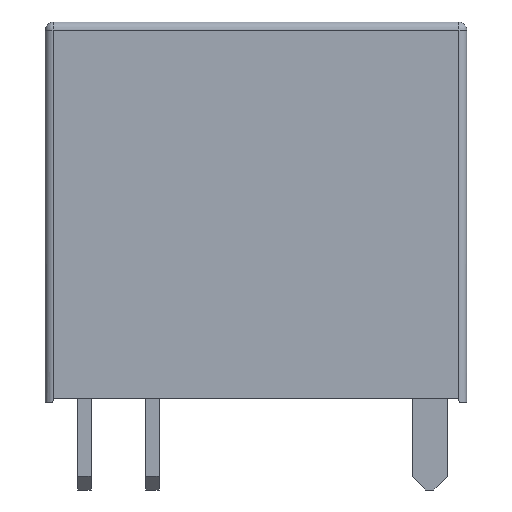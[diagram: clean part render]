
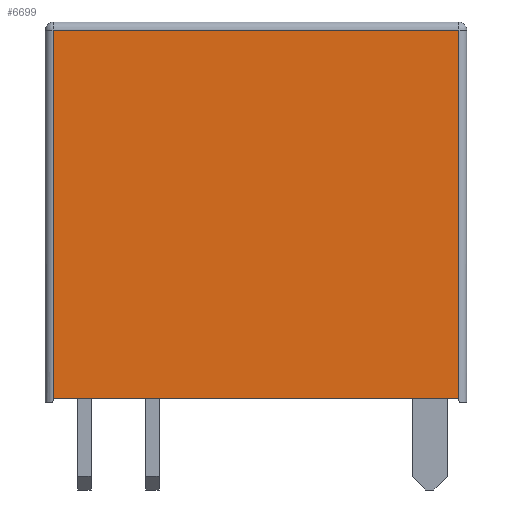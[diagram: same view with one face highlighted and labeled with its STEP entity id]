
A CAD part, front view. The second image highlights one B-rep face of the part: STEP entity #6699.
In plain terms, the highlighted planar face has unit normal (0, -1, 0).
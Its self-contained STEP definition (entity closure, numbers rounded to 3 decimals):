
#2076 = EDGE_CURVE('',#2077,#2079,#2081,.T.);
#2077 = VERTEX_POINT('',#2078);
#2078 = CARTESIAN_POINT('',(-7.4,-6.15,0.173));
#2079 = VERTEX_POINT('',#2080);
#2080 = CARTESIAN_POINT('',(7.4,-6.15,0.173));
#2081 = LINE('',#2082,#2083);
#2082 = CARTESIAN_POINT('',(-7.4,-6.15,0.173));
#2083 = VECTOR('',#2084,1.);
#2084 = DIRECTION('',(1.,0.,0.));
#2696 = VERTEX_POINT('',#2697);
#2697 = CARTESIAN_POINT('',(7.45,-6.15,0.087));
#2704 = EDGE_CURVE('',#2696,#2705,#2707,.T.);
#2705 = VERTEX_POINT('',#2706);
#2706 = CARTESIAN_POINT('',(7.45,-6.15,13.7));
#2707 = LINE('',#2708,#2709);
#2708 = CARTESIAN_POINT('',(7.45,-6.15,0.));
#2709 = VECTOR('',#2710,1.);
#2710 = DIRECTION('',(0.,0.,1.));
#2754 = VERTEX_POINT('',#2755);
#2755 = CARTESIAN_POINT('',(-7.45,-6.15,13.7));
#2762 = EDGE_CURVE('',#2705,#2754,#2763,.T.);
#2763 = LINE('',#2764,#2765);
#2764 = CARTESIAN_POINT('',(7.75,-6.15,13.7));
#2765 = VECTOR('',#2766,1.);
#2766 = DIRECTION('',(-1.,0.,0.));
#6643 = VERTEX_POINT('',#6644);
#6644 = CARTESIAN_POINT('',(-7.45,-6.15,0.087));
#6660 = EDGE_CURVE('',#6643,#2754,#6661,.T.);
#6661 = LINE('',#6662,#6663);
#6662 = CARTESIAN_POINT('',(-7.45,-6.15,0.));
#6663 = VECTOR('',#6664,1.);
#6664 = DIRECTION('',(0.,0.,1.));
#6699 = ADVANCED_FACE('',(#6700),#6718,.T.);
#6700 = FACE_BOUND('',#6701,.T.);
#6701 = EDGE_LOOP('',(#6702,#6708,#6709,#6710,#6711,#6717));
#6702 = ORIENTED_EDGE('',*,*,#6703,.T.);
#6703 = EDGE_CURVE('',#2079,#2696,#6704,.T.);
#6704 = LINE('',#6705,#6706);
#6705 = CARTESIAN_POINT('',(7.4,-6.15,0.173));
#6706 = VECTOR('',#6707,1.);
#6707 = DIRECTION('',(0.5,0.,-0.866));
#6708 = ORIENTED_EDGE('',*,*,#2704,.T.);
#6709 = ORIENTED_EDGE('',*,*,#2762,.T.);
#6710 = ORIENTED_EDGE('',*,*,#6660,.F.);
#6711 = ORIENTED_EDGE('',*,*,#6712,.T.);
#6712 = EDGE_CURVE('',#6643,#2077,#6713,.T.);
#6713 = LINE('',#6714,#6715);
#6714 = CARTESIAN_POINT('',(-7.5,-6.15,0.));
#6715 = VECTOR('',#6716,1.);
#6716 = DIRECTION('',(0.5,0.,0.866));
#6717 = ORIENTED_EDGE('',*,*,#2076,.T.);
#6718 = PLANE('',#6719);
#6719 = AXIS2_PLACEMENT_3D('',#6720,#6721,#6722);
#6720 = CARTESIAN_POINT('',(7.75,-6.15,0.));
#6721 = DIRECTION('',(0.,-1.,0.));
#6722 = DIRECTION('',(-1.,0.,0.));
